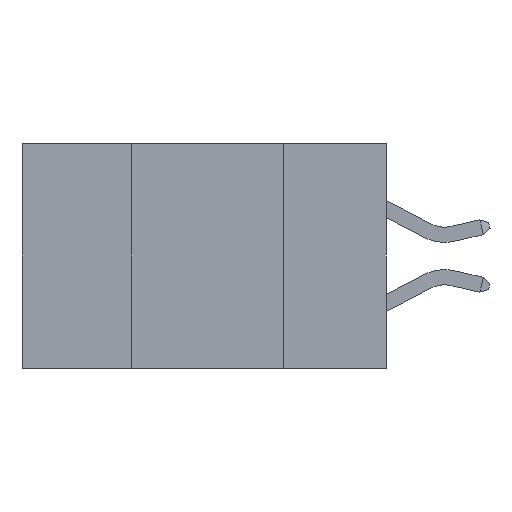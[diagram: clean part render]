
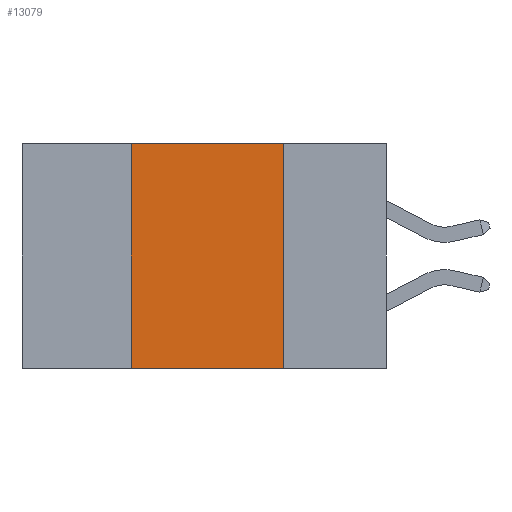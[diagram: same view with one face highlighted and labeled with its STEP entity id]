
A CAD part, left-side view. The second image highlights one B-rep face of the part: STEP entity #13079.
In plain terms, the highlighted planar face has unit normal (-1, 0, 0).
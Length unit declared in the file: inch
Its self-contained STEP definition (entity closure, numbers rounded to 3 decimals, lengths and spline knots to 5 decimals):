
#369 = VERTEX_POINT ( 'NONE', #4259 ) ;
#879 = VECTOR ( 'NONE', #2493, 39.37008 ) ;
#1641 = LINE ( 'NONE', #2846, #10673 ) ;
#1709 = CARTESIAN_POINT ( 'NONE',  ( 0., 0.17, -0.37 ) ) ;
#2228 = CARTESIAN_POINT ( 'NONE',  ( 0., 0.6, 0. ) ) ;
#2406 = LINE ( 'NONE', #14508, #879 ) ;
#2493 = DIRECTION ( 'NONE',  ( 0., -1., 0. ) ) ;
#2610 = ORIENTED_EDGE ( 'NONE', *, *, #3802, .F. ) ;
#2694 = VECTOR ( 'NONE', #13321, 39.37008 ) ;
#2785 = EDGE_LOOP ( 'NONE', ( #8283, #9671, #2610, #14063 ) ) ;
#2846 = CARTESIAN_POINT ( 'NONE',  ( 0., 0.42, -0.37 ) ) ;
#3305 = CARTESIAN_POINT ( 'NONE',  ( 0., 0.42, 0. ) ) ;
#3802 = EDGE_CURVE ( 'NONE', #13898, #9474, #1641, .T. ) ;
#4259 = CARTESIAN_POINT ( 'NONE',  ( 0., 0.17, 0. ) ) ;
#4272 = LINE ( 'NONE', #11669, #11843 ) ;
#4626 = PLANE ( 'NONE',  #10593 ) ;
#6953 = DIRECTION ( 'NONE',  ( 0., 0., -1. ) ) ;
#8283 = ORIENTED_EDGE ( 'NONE', *, *, #11245, .F. ) ;
#8475 = LINE ( 'NONE', #10917, #2694 ) ;
#9252 = VERTEX_POINT ( 'NONE', #1709 ) ;
#9474 = VERTEX_POINT ( 'NONE', #3305 ) ;
#9671 = ORIENTED_EDGE ( 'NONE', *, *, #11231, .F. ) ;
#10088 = DIRECTION ( 'NONE',  ( 0., 0., 1. ) ) ;
#10593 = AXIS2_PLACEMENT_3D ( 'NONE', #2228, #11867, #6953 ) ;
#10673 = VECTOR ( 'NONE', #10088, 39.37008 ) ;
#10917 = CARTESIAN_POINT ( 'NONE',  ( 0., 0.17, -0.37 ) ) ;
#11231 = EDGE_CURVE ( 'NONE', #9474, #369, #2406, .T. ) ;
#11245 = EDGE_CURVE ( 'NONE', #369, #9252, #8475, .T. ) ;
#11578 = CARTESIAN_POINT ( 'NONE',  ( 0., 0.42, -0.37 ) ) ;
#11669 = CARTESIAN_POINT ( 'NONE',  ( 0., 0.6, -0.37 ) ) ;
#11709 = FACE_OUTER_BOUND ( 'NONE', #2785, .T. ) ;
#11745 = DIRECTION ( 'NONE',  ( 0., -1., 0. ) ) ;
#11843 = VECTOR ( 'NONE', #11745, 39.37008 ) ;
#11867 = DIRECTION ( 'NONE',  ( 1., 0., 0. ) ) ;
#12011 = EDGE_CURVE ( 'NONE', #13898, #9252, #4272, .T. ) ;
#13079 = ADVANCED_FACE ( 'NONE', ( #11709 ), #4626, .F. ) ;
#13321 = DIRECTION ( 'NONE',  ( 0., 0., -1. ) ) ;
#13898 = VERTEX_POINT ( 'NONE', #11578 ) ;
#14063 = ORIENTED_EDGE ( 'NONE', *, *, #12011, .T. ) ;
#14508 = CARTESIAN_POINT ( 'NONE',  ( 0., 0.6, 0. ) ) ;
